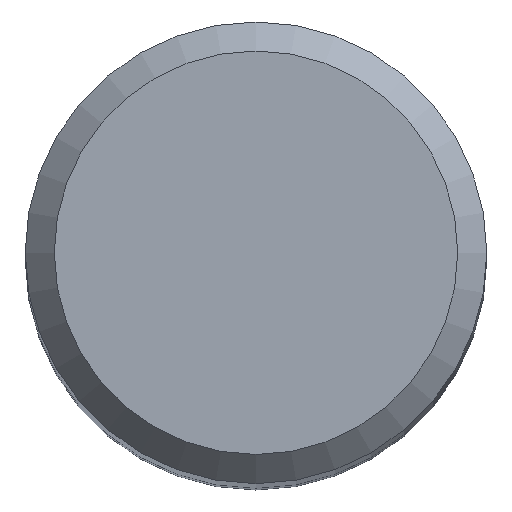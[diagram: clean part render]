
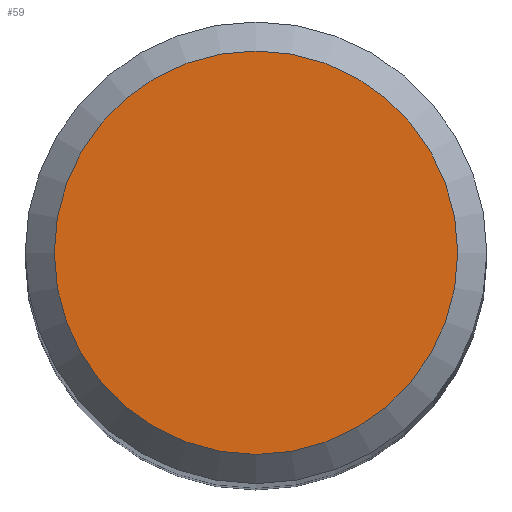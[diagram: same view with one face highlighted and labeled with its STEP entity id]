
A CAD part, top view. The second image highlights one B-rep face of the part: STEP entity #59.
In plain terms, the highlighted planar face has unit normal (0, 0, 1).
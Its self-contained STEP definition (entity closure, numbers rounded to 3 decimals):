
#44=PLANE('',#208);
#51=FACE_OUTER_BOUND('',#89,.T.);
#59=ADVANCED_FACE('',(#51),#44,.F.);
#73=CIRCLE('',#207,3.469);
#89=EDGE_LOOP('',(#116));
#116=ORIENTED_EDGE('',*,*,#150,.T.);
#140=VERTEX_POINT('',#308);
#150=EDGE_CURVE('',#140,#140,#73,.T.);
#207=AXIS2_PLACEMENT_3D('',#307,#241,#242);
#208=AXIS2_PLACEMENT_3D('',#309,#243,#244);
#241=DIRECTION('',(0.,0.,1.));
#242=DIRECTION('',(-1.,0.,0.));
#243=DIRECTION('',(0.,0.,-1.));
#244=DIRECTION('',(-1.,0.,0.));
#307=CARTESIAN_POINT('',(0.,0.,0.));
#308=CARTESIAN_POINT('',(-3.469,0.,0.));
#309=CARTESIAN_POINT('',(0.,3.969,0.));
